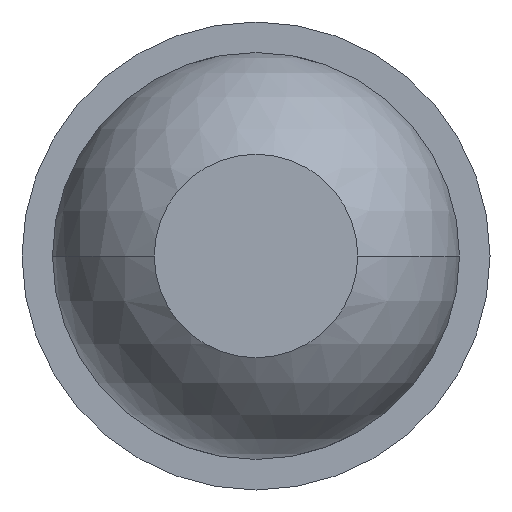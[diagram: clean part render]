
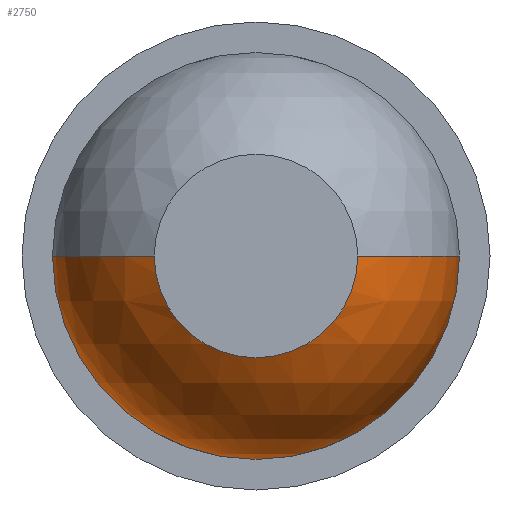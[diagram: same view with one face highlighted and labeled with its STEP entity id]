
A CAD part, front view. The second image highlights one B-rep face of the part: STEP entity #2750.
In plain terms, the highlighted spherical face has radius 0.5 mm.
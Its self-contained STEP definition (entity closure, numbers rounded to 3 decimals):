
#26 = DIRECTION ( 'NONE',  ( 0., 0., 1. ) ) ;
#131 = FACE_OUTER_BOUND ( 'NONE', #2862, .T. ) ;
#174 = DIRECTION ( 'NONE',  ( 0., 1., 0. ) ) ;
#205 = DIRECTION ( 'NONE',  ( 0., 0., 1. ) ) ;
#270 = VERTEX_POINT ( 'NONE', #3396 ) ;
#296 = VERTEX_POINT ( 'NONE', #3214 ) ;
#300 = EDGE_CURVE ( 'Defeature ausgef�hrt6_0+Defeature ausgef�hrt6_33+Defeature ausgef�hrt6_33+Defeature ausgef�hrt6_33', #2414, #3775, #3751, .T. ) ;
#484 = EDGE_CURVE ( 'Defeature ausgef�hrt6_2+Defeature ausgef�hrt6_0+Defeature ausgef�hrt6_0+Defeature ausgef�hrt6_0', #296, #4473, #3040, .T. ) ;
#498 = CARTESIAN_POINT ( 'NONE',  ( 0., -19.567, 0. ) ) ;
#516 = CARTESIAN_POINT ( 'NONE',  ( 0., -19.567, 0. ) ) ;
#571 = DIRECTION ( 'NONE',  ( -1., 0., 0. ) ) ;
#602 = ORIENTED_EDGE ( 'NONE', *, *, #300, .T. ) ;
#650 = AXIS2_PLACEMENT_3D ( 'NONE', #516, #1623, #2702 ) ;
#708 = CARTESIAN_POINT ( 'NONE',  ( 0., -20., -0.25 ) ) ;
#866 = SPHERICAL_SURFACE ( 'NONE', #650, 0.5 ) ;
#947 = ORIENTED_EDGE ( 'NONE', *, *, #2730, .F. ) ;
#964 = ORIENTED_EDGE ( 'NONE', *, *, #484, .F. ) ;
#986 = AXIS2_PLACEMENT_3D ( 'NONE', #2576, #2211, #26 ) ;
#1040 = VERTEX_POINT ( 'NONE', #2034 ) ;
#1394 = DIRECTION ( 'NONE',  ( 1., 0., 0. ) ) ;
#1456 = CARTESIAN_POINT ( 'NONE',  ( -0.25, -20., 0. ) ) ;
#1519 = CIRCLE ( 'NONE', #4397, 0.5 ) ;
#1623 = DIRECTION ( 'NONE',  ( 0., 0., -1. ) ) ;
#1690 = CIRCLE ( 'NONE', #4733, 0.25 ) ;
#1938 = CIRCLE ( 'NONE', #4477, 0.5 ) ;
#1988 = CARTESIAN_POINT ( 'NONE',  ( 0., -19.567, -0.5 ) ) ;
#2034 = CARTESIAN_POINT ( 'NONE',  ( 0.25, -20., 0. ) ) ;
#2081 = ORIENTED_EDGE ( 'NONE', *, *, #2659, .T. ) ;
#2101 = ORIENTED_EDGE ( 'NONE', *, *, #3081, .T. ) ;
#2118 = EDGE_CURVE ( 'NONE', #1040, #296, #4804, .T. ) ;
#2203 = DIRECTION ( 'NONE',  ( 0., 0., 1. ) ) ;
#2211 = DIRECTION ( 'NONE',  ( 0., 1., 0. ) ) ;
#2339 = DIRECTION ( 'NONE',  ( 0., 0., 1. ) ) ;
#2414 = VERTEX_POINT ( 'NONE', #708 ) ;
#2418 = CARTESIAN_POINT ( 'NONE',  ( 0., -19.567, 0. ) ) ;
#2440 = DIRECTION ( 'NONE',  ( 0., 1., 0. ) ) ;
#2576 = CARTESIAN_POINT ( 'NONE',  ( 0., -19.567, 0. ) ) ;
#2659 = EDGE_CURVE ( 'NONE', #3775, #270, #1519, .T. ) ;
#2702 = DIRECTION ( 'NONE',  ( 1., 0., 0. ) ) ;
#2730 = EDGE_CURVE ( 'Defeature ausgef�hrt6_2+Defeature ausgef�hrt6_0+Defeature ausgef�hrt6_0+Defeature ausgef�hrt6_0', #4473, #270, #1938, .T. ) ;
#2750 = ADVANCED_FACE ( 'Defeature ausgef�hrt6_0', ( #131 ), #866, .T. ) ;
#2755 = ORIENTED_EDGE ( 'NONE', *, *, #2118, .F. ) ;
#2854 = CARTESIAN_POINT ( 'NONE',  ( 0., -19.567, 0. ) ) ;
#2862 = EDGE_LOOP ( 'NONE', ( #2101, #602, #2081, #947, #964, #2755 ) ) ;
#3040 = CIRCLE ( 'NONE', #986, 0.5 ) ;
#3081 = EDGE_CURVE ( 'Defeature ausgef�hrt6_0+Defeature ausgef�hrt6_33+Defeature ausgef�hrt6_33+Defeature ausgef�hrt6_33', #1040, #2414, #1690, .T. ) ;
#3214 = CARTESIAN_POINT ( 'NONE',  ( 0.5, -19.567, 0. ) ) ;
#3332 = DIRECTION ( 'NONE',  ( 0., 1., 0. ) ) ;
#3396 = CARTESIAN_POINT ( 'NONE',  ( -0.5, -19.567, 0. ) ) ;
#3751 = CIRCLE ( 'NONE', #4429, 0.25 ) ;
#3775 = VERTEX_POINT ( 'NONE', #1456 ) ;
#4134 = CARTESIAN_POINT ( 'NONE',  ( 0., -20., 0. ) ) ;
#4342 = CARTESIAN_POINT ( 'NONE',  ( 0., -20., 0. ) ) ;
#4397 = AXIS2_PLACEMENT_3D ( 'NONE', #2418, #4652, #571 ) ;
#4429 = AXIS2_PLACEMENT_3D ( 'NONE', #4342, #2440, #205 ) ;
#4473 = VERTEX_POINT ( 'NONE', #1988 ) ;
#4477 = AXIS2_PLACEMENT_3D ( 'NONE', #498, #174, #2339 ) ;
#4616 = AXIS2_PLACEMENT_3D ( 'NONE', #2854, #4740, #1394 ) ;
#4652 = DIRECTION ( 'NONE',  ( 0., 0., -1. ) ) ;
#4733 = AXIS2_PLACEMENT_3D ( 'NONE', #4134, #3332, #2203 ) ;
#4740 = DIRECTION ( 'NONE',  ( 0., 0., 1. ) ) ;
#4804 = CIRCLE ( 'NONE', #4616, 0.5 ) ;
